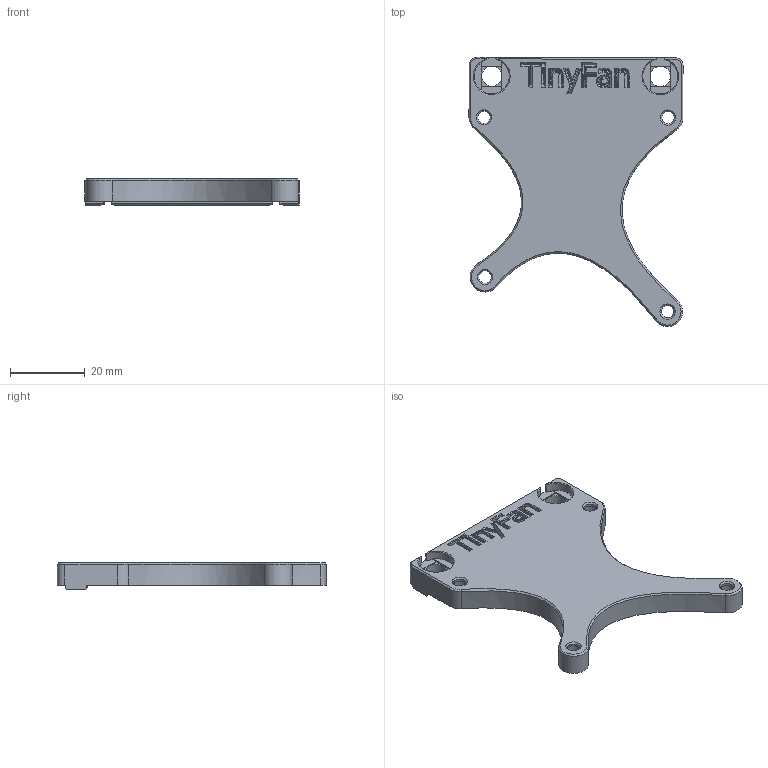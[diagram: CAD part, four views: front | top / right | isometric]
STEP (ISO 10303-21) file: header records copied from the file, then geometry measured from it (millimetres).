
FILE_DESCRIPTION(/* description */ (''),/* implementation_level */ '2;1');
FILE_NAME(/* name */ 'TinyFan_Extrusion_2pc_180_A.stp',/* time_stamp */ '2022-09-18T19:37:01+02:00',/* author */ ('Rama'),/* organization */ (''),/* preprocessor_version */ 'ST-DEVELOPER v19.2',/* originating_system */ 'Autodesk Inventor 2023',/* authorisation */ '');
FILE_SCHEMA (('AUTOMOTIVE_DESIGN { 1 0 10303 214 3 1 1 }'));
Length unit declared in the file: millimetre
Products named in the file (1): TinyFan_Extrusion_2pc_180_A
Bounding box: 57.16 x 71.89 x 7 mm (x, y, z)
Volume: 14344.2 mm3; surface area: 7420.4 mm2
Topology: 1 solids, 1 shells, 362 faces, 869 edges, 517 vertices
Faces by surface type: plane 244, bspline 84, cylinder 18, cone 16
Full cylindrical faces by diameter (mm): 3.3 x4, 4.7 x4, 5.4 x2
Entity records: 13455 total; most frequent: CARTESIAN_POINT 5605, ORIENTED_EDGE 1738, DIRECTION 1347, EDGE_CURVE 869, LINE 631, VECTOR 631, VERTEX_POINT 517, EDGE_LOOP 382
